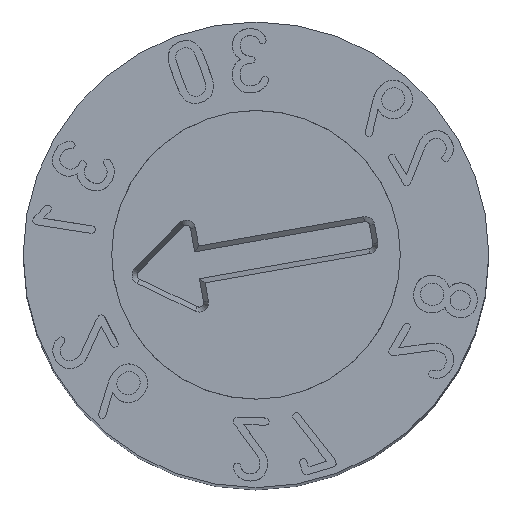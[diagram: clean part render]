
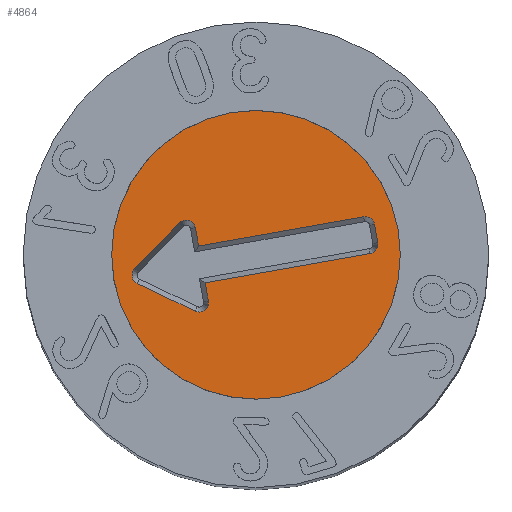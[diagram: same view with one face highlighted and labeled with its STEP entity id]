
A CAD part, top view. The second image highlights one B-rep face of the part: STEP entity #4864.
In plain terms, the highlighted planar face has unit normal (0, 0, 1).
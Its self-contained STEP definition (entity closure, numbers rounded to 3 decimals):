
#77=CIRCLE('',#5055,0.1);
#79=CIRCLE('',#5059,0.1);
#81=CIRCLE('',#5063,0.1);
#83=CIRCLE('',#5068,0.1);
#85=CIRCLE('',#5072,0.1);
#94=CIRCLE('',#5089,1.55);
#122=FACE_BOUND('',#1167,.T.);
#877=FACE_OUTER_BOUND('',#1166,.T.);
#1166=EDGE_LOOP('',(#4490));
#1167=EDGE_LOOP('',(#4491,#4492,#4493,#4494,#4495,#4496,#4497,#4498,#4499,
#4500,#4501,#4502));
#1493=LINE('',#9343,#1844);
#1496=LINE('',#9349,#1847);
#1500=LINE('',#9361,#1851);
#1504=LINE('',#9373,#1855);
#1508=LINE('',#9385,#1859);
#1511=LINE('',#9391,#1862);
#1515=LINE('',#9403,#1866);
#1844=VECTOR('',#5626,10.);
#1847=VECTOR('',#5631,10.);
#1851=VECTOR('',#5643,10.);
#1855=VECTOR('',#5655,10.);
#1859=VECTOR('',#5667,10.);
#1862=VECTOR('',#5672,10.);
#1866=VECTOR('',#5684,10.);
#2319=VERTEX_POINT('',#9340);
#2320=VERTEX_POINT('',#9342);
#2322=VERTEX_POINT('',#9348);
#2324=VERTEX_POINT('',#9354);
#2326=VERTEX_POINT('',#9360);
#2328=VERTEX_POINT('',#9366);
#2330=VERTEX_POINT('',#9372);
#2332=VERTEX_POINT('',#9378);
#2334=VERTEX_POINT('',#9384);
#2336=VERTEX_POINT('',#9390);
#2338=VERTEX_POINT('',#9396);
#2340=VERTEX_POINT('',#9402);
#2348=VERTEX_POINT('',#9434);
#3021=EDGE_CURVE('',#2320,#2319,#1493,.T.);
#3024=EDGE_CURVE('',#2322,#2320,#1496,.T.);
#3027=EDGE_CURVE('',#2324,#2322,#77,.T.);
#3030=EDGE_CURVE('',#2326,#2324,#1500,.T.);
#3033=EDGE_CURVE('',#2328,#2326,#79,.T.);
#3036=EDGE_CURVE('',#2330,#2328,#1504,.T.);
#3039=EDGE_CURVE('',#2332,#2330,#81,.T.);
#3042=EDGE_CURVE('',#2334,#2332,#1508,.T.);
#3045=EDGE_CURVE('',#2336,#2334,#1511,.T.);
#3048=EDGE_CURVE('',#2338,#2336,#83,.T.);
#3051=EDGE_CURVE('',#2340,#2338,#1515,.T.);
#3054=EDGE_CURVE('',#2319,#2340,#85,.T.);
#3066=EDGE_CURVE('',#2348,#2348,#94,.T.);
#4490=ORIENTED_EDGE('',*,*,#3066,.F.);
#4491=ORIENTED_EDGE('',*,*,#3021,.T.);
#4492=ORIENTED_EDGE('',*,*,#3054,.T.);
#4493=ORIENTED_EDGE('',*,*,#3051,.T.);
#4494=ORIENTED_EDGE('',*,*,#3048,.T.);
#4495=ORIENTED_EDGE('',*,*,#3045,.T.);
#4496=ORIENTED_EDGE('',*,*,#3042,.T.);
#4497=ORIENTED_EDGE('',*,*,#3039,.T.);
#4498=ORIENTED_EDGE('',*,*,#3036,.T.);
#4499=ORIENTED_EDGE('',*,*,#3033,.T.);
#4500=ORIENTED_EDGE('',*,*,#3030,.T.);
#4501=ORIENTED_EDGE('',*,*,#3027,.T.);
#4502=ORIENTED_EDGE('',*,*,#3024,.T.);
#4599=PLANE('',#5090);
#4864=ADVANCED_FACE('',(#877,#122),#4599,.F.);
#5055=AXIS2_PLACEMENT_3D('',#9355,#5637,#5638);
#5059=AXIS2_PLACEMENT_3D('',#9367,#5649,#5650);
#5063=AXIS2_PLACEMENT_3D('',#9379,#5661,#5662);
#5068=AXIS2_PLACEMENT_3D('',#9397,#5678,#5679);
#5072=AXIS2_PLACEMENT_3D('',#9407,#5690,#5691);
#5089=AXIS2_PLACEMENT_3D('',#9435,#5727,#5728);
#5090=AXIS2_PLACEMENT_3D('',#9437,#5730,#5731);
#5626=DIRECTION('',(0.,1.,0.));
#5631=DIRECTION('',(1.,0.,0.));
#5637=DIRECTION('center_axis',(0.,0.,-1.));
#5638=DIRECTION('ref_axis',(0.,1.,0.));
#5643=DIRECTION('',(-0.581,0.814,0.));
#5649=DIRECTION('center_axis',(0.,0.,-1.));
#5650=DIRECTION('ref_axis',(-0.814,-0.581,0.));
#5655=DIRECTION('',(-0.581,-0.814,0.));
#5661=DIRECTION('center_axis',(0.,0.,-1.));
#5662=DIRECTION('ref_axis',(0.814,-0.581,0.));
#5667=DIRECTION('',(1.,0.,0.));
#5672=DIRECTION('',(0.,-1.,0.));
#5678=DIRECTION('center_axis',(0.,0.,-1.));
#5679=DIRECTION('ref_axis',(1.,0.,0.));
#5684=DIRECTION('',(1.,0.,0.));
#5690=DIRECTION('center_axis',(0.,0.,-1.));
#5691=DIRECTION('ref_axis',(0.,1.,0.));
#5727=DIRECTION('center_axis',(0.,0.,-1.));
#5728=DIRECTION('ref_axis',(-1.,0.,0.));
#5730=DIRECTION('center_axis',(0.,0.,-1.));
#5731=DIRECTION('ref_axis',(-1.,0.,0.));
#9340=CARTESIAN_POINT('',(-0.2,1.21,2.));
#9342=CARTESIAN_POINT('',(-0.2,-0.59,2.));
#9343=CARTESIAN_POINT('',(-0.2,0.605,2.));
#9348=CARTESIAN_POINT('',(-0.4,-0.59,2.));
#9349=CARTESIAN_POINT('',(-0.1,-0.59,2.));
#9354=CARTESIAN_POINT('',(-0.481,-0.748,2.));
#9355=CARTESIAN_POINT('Origin',(-0.4,-0.69,2.));
#9360=CARTESIAN_POINT('',(-0.081,-1.308,2.));
#9361=CARTESIAN_POINT('',(-0.577,-0.614,2.));
#9366=CARTESIAN_POINT('',(0.081,-1.308,2.));
#9367=CARTESIAN_POINT('Origin',(0.,-1.25,2.));
#9372=CARTESIAN_POINT('',(0.481,-0.748,2.));
#9373=CARTESIAN_POINT('',(0.377,-0.894,2.));
#9378=CARTESIAN_POINT('',(0.4,-0.59,2.));
#9379=CARTESIAN_POINT('Origin',(0.4,-0.69,2.));
#9384=CARTESIAN_POINT('',(0.2,-0.59,2.));
#9385=CARTESIAN_POINT('',(0.2,-0.59,2.));
#9390=CARTESIAN_POINT('',(0.2,1.21,2.));
#9391=CARTESIAN_POINT('',(0.2,-0.295,2.));
#9396=CARTESIAN_POINT('',(0.1,1.31,2.));
#9397=CARTESIAN_POINT('Origin',(0.1,1.21,2.));
#9402=CARTESIAN_POINT('',(-0.1,1.31,2.));
#9403=CARTESIAN_POINT('',(0.05,1.31,2.));
#9407=CARTESIAN_POINT('Origin',(-0.1,1.21,2.));
#9434=CARTESIAN_POINT('',(1.55,0.,2.));
#9435=CARTESIAN_POINT('Origin',(0.,0.,2.));
#9437=CARTESIAN_POINT('Origin',(0.,0.,2.));
